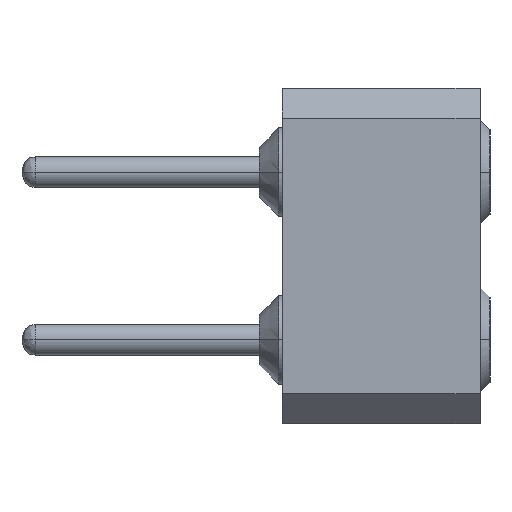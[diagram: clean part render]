
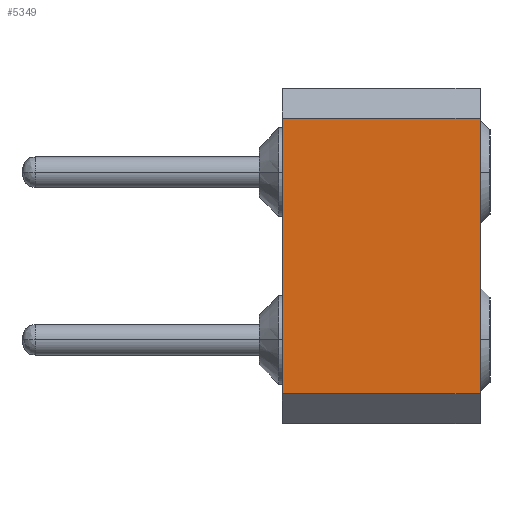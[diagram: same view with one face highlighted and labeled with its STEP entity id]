
A CAD part, left-side view. The second image highlights one B-rep face of the part: STEP entity #5349.
In plain terms, the highlighted planar face has unit normal (-1, 0, 0).
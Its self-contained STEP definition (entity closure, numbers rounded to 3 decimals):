
#3879=CARTESIAN_POINT('',(0.,3.,-4.63));
#3880=VERTEX_POINT('',#3879);
#3890=CARTESIAN_POINT('',(0.,3.,-2.99));
#3891=VERTEX_POINT('',#3890);
#3892=CARTESIAN_POINT('',(0.,3.,-4.63));
#3893=CARTESIAN_POINT('',(0.,3.,-4.302));
#3894=CARTESIAN_POINT('',(0.,3.,-3.974));
#3895=CARTESIAN_POINT('',(0.,3.,-3.646));
#3896=CARTESIAN_POINT('',(0.,3.,-3.318));
#3897=CARTESIAN_POINT('',(0.,3.,-2.99));
#3898=B_SPLINE_CURVE_WITH_KNOTS('',5,(#3892,#3893,#3894,#3895,#3896,#3897),.UNSPECIFIED.,.F.,.U.,(6,6),(0.,1.64),.UNSPECIFIED.);
#3899=EDGE_CURVE('',#3880,#3891,#3898,.T.);
#3901=CARTESIAN_POINT('',(0.,3.,-2.09));
#3902=VERTEX_POINT('',#3901);
#3903=CARTESIAN_POINT('',(0.,3.,-2.99));
#3904=DIRECTION('',(0.,0.,1.));
#3905=VECTOR('',#3904,0.9);
#3906=LINE('',#3903,#3905);
#3907=EDGE_CURVE('',#3891,#3902,#3906,.T.);
#3909=CARTESIAN_POINT('',(0.,3.,-0.45));
#3910=VERTEX_POINT('',#3909);
#3911=CARTESIAN_POINT('',(0.,3.,-2.09));
#3912=CARTESIAN_POINT('',(0.,3.,-1.762));
#3913=CARTESIAN_POINT('',(0.,3.,-1.434));
#3914=CARTESIAN_POINT('',(0.,3.,-1.106));
#3915=CARTESIAN_POINT('',(0.,3.,-0.778));
#3916=CARTESIAN_POINT('',(0.,3.,-0.45));
#3917=B_SPLINE_CURVE_WITH_KNOTS('',5,(#3911,#3912,#3913,#3914,#3915,#3916),.UNSPECIFIED.,.F.,.U.,(6,6),(0.,1.64),.UNSPECIFIED.);
#3918=EDGE_CURVE('',#3902,#3910,#3917,.T.);
#5274=CARTESIAN_POINT('',(0.,0.,-4.63));
#5275=VERTEX_POINT('',#5274);
#5276=CARTESIAN_POINT('',(0.,0.,-4.63));
#5277=CARTESIAN_POINT('',(0.,0.6,-4.63));
#5278=CARTESIAN_POINT('',(0.,1.2,-4.63));
#5279=CARTESIAN_POINT('',(0.,1.8,-4.63));
#5280=CARTESIAN_POINT('',(0.,2.4,-4.63));
#5281=CARTESIAN_POINT('',(0.,3.,-4.63));
#5282=B_SPLINE_CURVE_WITH_KNOTS('',5,(#5276,#5277,#5278,#5279,#5280,#5281),.UNSPECIFIED.,.F.,.U.,(6,6),(0.,3.),.UNSPECIFIED.);
#5283=EDGE_CURVE('',#5275,#3880,#5282,.T.);
#5299=CARTESIAN_POINT('',(0.,1.5,-2.54));
#5300=DIRECTION('',(0.,0.,1.));
#5301=DIRECTION('',(-1.,0.,0.));
#5302=AXIS2_PLACEMENT_3D('',#5299,#5301,#5300);
#5303=PLANE('',#5302);
#5304=ORIENTED_EDGE('',*,*,#3907,.F.);
#5305=ORIENTED_EDGE('',*,*,#3899,.F.);
#5306=ORIENTED_EDGE('',*,*,#5283,.F.);
#5307=CARTESIAN_POINT('',(0.,0.,-2.99));
#5308=VERTEX_POINT('',#5307);
#5309=CARTESIAN_POINT('',(0.,0.,-2.99));
#5310=CARTESIAN_POINT('',(0.,0.,-3.318));
#5311=CARTESIAN_POINT('',(0.,0.,-3.646));
#5312=CARTESIAN_POINT('',(0.,0.,-3.974));
#5313=CARTESIAN_POINT('',(0.,0.,-4.302));
#5314=CARTESIAN_POINT('',(0.,0.,-4.63));
#5315=B_SPLINE_CURVE_WITH_KNOTS('',5,(#5309,#5310,#5311,#5312,#5313,#5314),.UNSPECIFIED.,.F.,.U.,(6,6),(0.,1.64),.UNSPECIFIED.);
#5316=EDGE_CURVE('',#5308,#5275,#5315,.T.);
#5317=ORIENTED_EDGE('',*,*,#5316,.F.);
#5318=CARTESIAN_POINT('',(0.,0.,-2.09));
#5319=VERTEX_POINT('',#5318);
#5320=CARTESIAN_POINT('',(0.,0.,-2.09));
#5321=DIRECTION('',(0.,0.,-1.));
#5322=VECTOR('',#5321,0.9);
#5323=LINE('',#5320,#5322);
#5324=EDGE_CURVE('',#5319,#5308,#5323,.T.);
#5325=ORIENTED_EDGE('',*,*,#5324,.F.);
#5326=CARTESIAN_POINT('',(0.,0.,-0.45));
#5327=VERTEX_POINT('',#5326);
#5328=CARTESIAN_POINT('',(0.,0.,-0.45));
#5329=CARTESIAN_POINT('',(0.,0.,-0.778));
#5330=CARTESIAN_POINT('',(0.,0.,-1.106));
#5331=CARTESIAN_POINT('',(0.,0.,-1.434));
#5332=CARTESIAN_POINT('',(0.,0.,-1.762));
#5333=CARTESIAN_POINT('',(0.,0.,-2.09));
#5334=B_SPLINE_CURVE_WITH_KNOTS('',5,(#5328,#5329,#5330,#5331,#5332,#5333),.UNSPECIFIED.,.F.,.U.,(6,6),(0.,1.64),.UNSPECIFIED.);
#5335=EDGE_CURVE('',#5327,#5319,#5334,.T.);
#5336=ORIENTED_EDGE('',*,*,#5335,.F.);
#5337=CARTESIAN_POINT('',(0.,0.,-0.45));
#5338=CARTESIAN_POINT('',(0.,0.6,-0.45));
#5339=CARTESIAN_POINT('',(0.,1.2,-0.45));
#5340=CARTESIAN_POINT('',(0.,1.8,-0.45));
#5341=CARTESIAN_POINT('',(0.,2.4,-0.45));
#5342=CARTESIAN_POINT('',(0.,3.,-0.45));
#5343=B_SPLINE_CURVE_WITH_KNOTS('',5,(#5337,#5338,#5339,#5340,#5341,#5342),.UNSPECIFIED.,.F.,.U.,(6,6),(0.,3.),.UNSPECIFIED.);
#5344=EDGE_CURVE('',#5327,#3910,#5343,.T.);
#5345=ORIENTED_EDGE('',*,*,#5344,.T.);
#5346=ORIENTED_EDGE('',*,*,#3918,.F.);
#5347=EDGE_LOOP('',(#5304,#5305,#5306,#5317,#5325,#5336,#5345,#5346));
#5348=FACE_OUTER_BOUND('',#5347,.T.);
#5349=ADVANCED_FACE('',(#5348),#5303,.T.);
